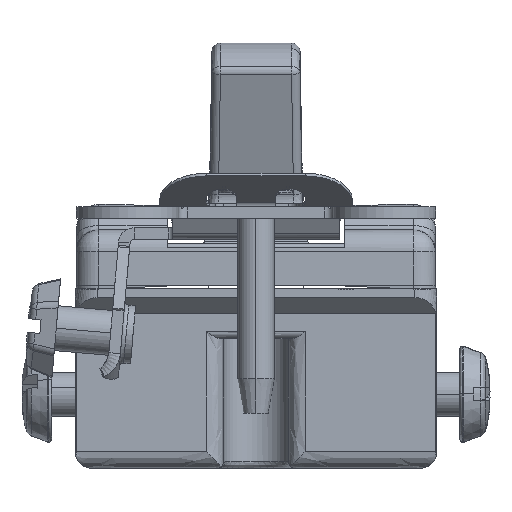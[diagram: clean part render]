
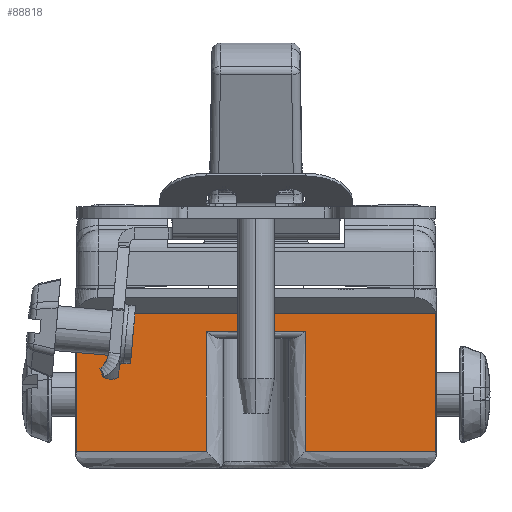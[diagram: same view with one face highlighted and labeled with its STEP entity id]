
A CAD part, left-side view. The second image highlights one B-rep face of the part: STEP entity #88818.
In plain terms, the highlighted planar face has unit normal (-1, 0, 0).
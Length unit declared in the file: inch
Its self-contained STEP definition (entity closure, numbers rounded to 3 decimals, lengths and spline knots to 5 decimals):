
#50 = VECTOR ( 'NONE', #55786, 39.37008 ) ;
#109 = VERTEX_POINT ( 'NONE', #67830 ) ;
#5327 = ORIENTED_EDGE ( 'NONE', *, *, #75563, .F. ) ;
#5623 = VECTOR ( 'NONE', #27502, 39.37008 ) ;
#8913 = VERTEX_POINT ( 'NONE', #78484 ) ;
#10684 = VECTOR ( 'NONE', #62340, 39.37008 ) ;
#12409 = CARTESIAN_POINT ( 'NONE',  ( -1.04583, 0.65669, 0.16495 ) ) ;
#12883 = CARTESIAN_POINT ( 'NONE',  ( -1.04583, 0.18158, 0.09755 ) ) ;
#13874 = PLANE ( 'NONE',  #37642 ) ;
#15152 = VERTEX_POINT ( 'NONE', #70553 ) ;
#18905 = LINE ( 'NONE', #95316, #73029 ) ;
#19559 = EDGE_CURVE ( 'NONE', #36810, #109, #21791, .T. ) ;
#21791 = LINE ( 'NONE', #95159, #86327 ) ;
#22172 = EDGE_LOOP ( 'NONE', ( #22220, #35714, #25906, #31329, #94450, #5327, #89530, #77108 ) ) ;
#22220 = ORIENTED_EDGE ( 'NONE', *, *, #60488, .F. ) ;
#23428 = DIRECTION ( 'NONE',  ( 1., 0., 0. ) ) ;
#23521 = LINE ( 'NONE', #66517, #38480 ) ;
#24484 = CARTESIAN_POINT ( 'NONE',  ( -1.04583, 0.65669, 0.16495 ) ) ;
#25117 = LINE ( 'NONE', #12409, #5623 ) ;
#25906 = ORIENTED_EDGE ( 'NONE', *, *, #83642, .F. ) ;
#26074 = VERTEX_POINT ( 'NONE', #26503 ) ;
#26098 = LINE ( 'NONE', #64704, #32977 ) ;
#26503 = CARTESIAN_POINT ( 'NONE',  ( -1.04583, -0.18158, -0.33905 ) ) ;
#27502 = DIRECTION ( 'NONE',  ( 0., -1., 0. ) ) ;
#28323 = DIRECTION ( 'NONE',  ( 0., 0., -1. ) ) ;
#28346 = DIRECTION ( 'NONE',  ( 0., 0., 1. ) ) ;
#29824 = FACE_OUTER_BOUND ( 'NONE', #22172, .T. ) ;
#31329 = ORIENTED_EDGE ( 'NONE', *, *, #44197, .T. ) ;
#32977 = VECTOR ( 'NONE', #28346, 39.37008 ) ;
#33831 = EDGE_CURVE ( 'NONE', #50165, #85529, #79766, .T. ) ;
#34497 = LINE ( 'NONE', #92566, #50 ) ;
#35714 = ORIENTED_EDGE ( 'NONE', *, *, #19559, .T. ) ;
#36810 = VERTEX_POINT ( 'NONE', #64056 ) ;
#37642 = AXIS2_PLACEMENT_3D ( 'NONE', #80194, #23428, #74673 ) ;
#38480 = VECTOR ( 'NONE', #43989, 39.37008 ) ;
#43989 = DIRECTION ( 'NONE',  ( 0., -1., 0. ) ) ;
#44197 = EDGE_CURVE ( 'NONE', #26074, #15152, #23521, .T. ) ;
#50165 = VERTEX_POINT ( 'NONE', #82001 ) ;
#55786 = DIRECTION ( 'NONE',  ( 0., 0., 1. ) ) ;
#58354 = DIRECTION ( 'NONE',  ( 0., -1., 0. ) ) ;
#60488 = EDGE_CURVE ( 'NONE', #36810, #85529, #78263, .T. ) ;
#62340 = DIRECTION ( 'NONE',  ( 0., -1., 0. ) ) ;
#62371 = CARTESIAN_POINT ( 'NONE',  ( -1.04583, 0.18158, -0.33905 ) ) ;
#64056 = CARTESIAN_POINT ( 'NONE',  ( -1.04583, 0.18158, 0.09755 ) ) ;
#64704 = CARTESIAN_POINT ( 'NONE',  ( -1.04583, -0.65669, -0.33905 ) ) ;
#66517 = CARTESIAN_POINT ( 'NONE',  ( -1.04583, -0.18158, -0.33905 ) ) ;
#67830 = CARTESIAN_POINT ( 'NONE',  ( -1.04583, -0.18158, 0.09755 ) ) ;
#70362 = EDGE_CURVE ( 'NONE', #15152, #8913, #26098, .T. ) ;
#70553 = CARTESIAN_POINT ( 'NONE',  ( -1.04583, -0.65669, -0.33905 ) ) ;
#72376 = DIRECTION ( 'NONE',  ( 0., 0., 1. ) ) ;
#72419 = VERTEX_POINT ( 'NONE', #24484 ) ;
#73029 = VECTOR ( 'NONE', #72376, 39.37008 ) ;
#74673 = DIRECTION ( 'NONE',  ( 0., 0., -1. ) ) ;
#75563 = EDGE_CURVE ( 'NONE', #72419, #8913, #25117, .T. ) ;
#77108 = ORIENTED_EDGE ( 'NONE', *, *, #33831, .T. ) ;
#78263 = LINE ( 'NONE', #12883, #89835 ) ;
#78484 = CARTESIAN_POINT ( 'NONE',  ( -1.04583, -0.65669, 0.16495 ) ) ;
#79766 = LINE ( 'NONE', #84584, #10684 ) ;
#80194 = CARTESIAN_POINT ( 'NONE',  ( -1.04583, -0.68953, 0.17755 ) ) ;
#82001 = CARTESIAN_POINT ( 'NONE',  ( -1.04583, 0.65669, -0.33905 ) ) ;
#83642 = EDGE_CURVE ( 'NONE', #26074, #109, #18905, .T. ) ;
#84584 = CARTESIAN_POINT ( 'NONE',  ( -1.04583, 0.65669, -0.33905 ) ) ;
#84651 = EDGE_CURVE ( 'NONE', #50165, #72419, #34497, .T. ) ;
#85529 = VERTEX_POINT ( 'NONE', #62371 ) ;
#86327 = VECTOR ( 'NONE', #58354, 39.37008 ) ;
#88818 = ADVANCED_FACE ( 'NONE', ( #29824 ), #13874, .F. ) ;
#89530 = ORIENTED_EDGE ( 'NONE', *, *, #84651, .F. ) ;
#89835 = VECTOR ( 'NONE', #28323, 39.37008 ) ;
#92566 = CARTESIAN_POINT ( 'NONE',  ( -1.04583, 0.65669, -0.33905 ) ) ;
#94450 = ORIENTED_EDGE ( 'NONE', *, *, #70362, .T. ) ;
#95159 = CARTESIAN_POINT ( 'NONE',  ( -1.04583, 0.18158, 0.09755 ) ) ;
#95316 = CARTESIAN_POINT ( 'NONE',  ( -1.04583, -0.18158, -0.33905 ) ) ;
